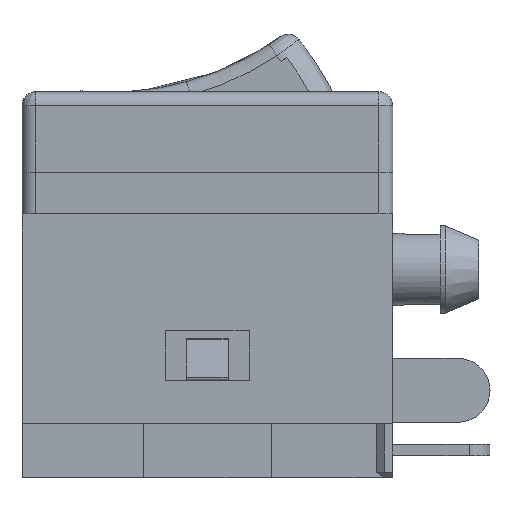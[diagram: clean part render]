
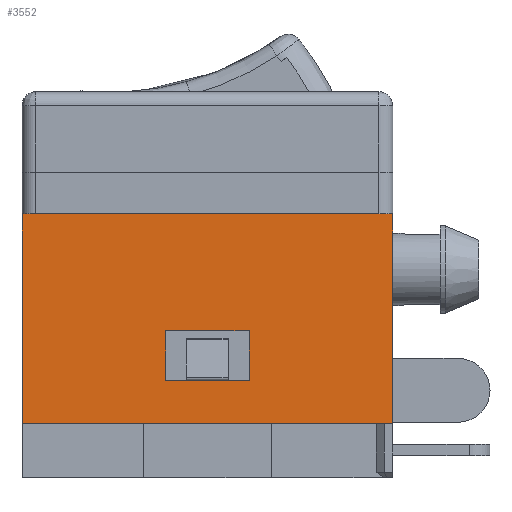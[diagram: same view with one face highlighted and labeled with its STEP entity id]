
A CAD part, left-side view. The second image highlights one B-rep face of the part: STEP entity #3552.
In plain terms, the highlighted planar face has unit normal (-1, 0, 0).
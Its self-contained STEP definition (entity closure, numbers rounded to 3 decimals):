
#1985 = EDGE_CURVE ( 'NONE', #4936, #4929, #11802, .T. ) ;
#1986 = EDGE_CURVE ( 'NONE', #4935, #4930, #11805, .T. ) ;
#2018 = EDGE_CURVE ( 'NONE', #4935, #4936, #11901, .T. ) ;
#2025 = EDGE_CURVE ( 'NONE', #4929, #4930, #11922, .T. ) ;
#2028 = EDGE_CURVE ( 'NONE', #4926, #4927, #11931, .T. ) ;
#2032 = EDGE_CURVE ( 'NONE', #4927, #4925, #11943, .T. ) ;
#2033 = EDGE_CURVE ( 'NONE', #4925, #4923, #11946, .T. ) ;
#2035 = EDGE_CURVE ( 'NONE', #4923, #4926, #11952, .T. ) ;
#2411 = ORIENTED_EDGE ( 'NONE', *, *, #2032, .T. ) ;
#2413 = ORIENTED_EDGE ( 'NONE', *, *, #2033, .T. ) ;
#2414 = ORIENTED_EDGE ( 'NONE', *, *, #2035, .T. ) ;
#2415 = ORIENTED_EDGE ( 'NONE', *, *, #2028, .T. ) ;
#2416 = ORIENTED_EDGE ( 'NONE', *, *, #1986, .F. ) ;
#2417 = ORIENTED_EDGE ( 'NONE', *, *, #1985, .T. ) ;
#3552 = ADVANCED_FACE ( 'NONE', ( #12526, #12529 ), #13988, .T. ) ;
#4128 = ORIENTED_EDGE ( 'NONE', *, *, #2025, .T. ) ;
#4130 = ORIENTED_EDGE ( 'NONE', *, *, #2018, .T. ) ;
#4923 = VERTEX_POINT ( 'NONE', #16976 ) ;
#4925 = VERTEX_POINT ( 'NONE', #16978 ) ;
#4926 = VERTEX_POINT ( 'NONE', #16979 ) ;
#4927 = VERTEX_POINT ( 'NONE', #16980 ) ;
#4929 = VERTEX_POINT ( 'NONE', #16982 ) ;
#4930 = VERTEX_POINT ( 'NONE', #16983 ) ;
#4935 = VERTEX_POINT ( 'NONE', #16988 ) ;
#4936 = VERTEX_POINT ( 'NONE', #16989 ) ;
#5812 = EDGE_LOOP ( 'NONE', ( #2413, #2414, #2415, #2411 ) ) ;
#5814 = EDGE_LOOP ( 'NONE', ( #2417, #4128, #2416, #4130 ) ) ;
#11802 = LINE ( 'NONE', #11803, #12098 ) ;
#11803 = CARTESIAN_POINT ( 'NONE',  ( -10., -6.675, -7.2 ) ) ;
#11804 = DIRECTION ( 'NONE',  ( 0., 0., 1. ) ) ;
#11805 = LINE ( 'NONE', #11806, #12100 ) ;
#11806 = CARTESIAN_POINT ( 'NONE',  ( -10., 6.675, -7.2 ) ) ;
#11807 = DIRECTION ( 'NONE',  ( 0., 0., 1. ) ) ;
#11901 = LINE ( 'NONE', #11902, #12131 ) ;
#11902 = CARTESIAN_POINT ( 'NONE',  ( -10., 0., -11.95 ) ) ;
#11903 = DIRECTION ( 'NONE',  ( 0., -1., 0. ) ) ;
#11922 = LINE ( 'NONE', #11923, #12139 ) ;
#11923 = CARTESIAN_POINT ( 'NONE',  ( -10., 0., -4.4 ) ) ;
#11924 = DIRECTION ( 'NONE',  ( 0., 1., 0. ) ) ;
#11931 = LINE ( 'NONE', #11932, #12142 ) ;
#11932 = CARTESIAN_POINT ( 'NONE',  ( -10., -1.5, -8.175 ) ) ;
#11933 = DIRECTION ( 'NONE',  ( 0., 0., -1. ) ) ;
#11943 = LINE ( 'NONE', #11944, #12146 ) ;
#11944 = CARTESIAN_POINT ( 'NONE',  ( -10., 0., -10.4 ) ) ;
#11945 = DIRECTION ( 'NONE',  ( 0., 1., 0. ) ) ;
#11946 = LINE ( 'NONE', #11947, #12147 ) ;
#11947 = CARTESIAN_POINT ( 'NONE',  ( -10., 1.5, -8.175 ) ) ;
#11948 = DIRECTION ( 'NONE',  ( 0., 0., 1. ) ) ;
#11952 = LINE ( 'NONE', #11953, #12150 ) ;
#11953 = CARTESIAN_POINT ( 'NONE',  ( -10., 0., -8.6 ) ) ;
#11954 = DIRECTION ( 'NONE',  ( 0., -1., 0. ) ) ;
#12098 = VECTOR ( 'NONE', #11804, 1000. ) ;
#12100 = VECTOR ( 'NONE', #11807, 1000. ) ;
#12131 = VECTOR ( 'NONE', #11903, 1000. ) ;
#12139 = VECTOR ( 'NONE', #11924, 1000. ) ;
#12142 = VECTOR ( 'NONE', #11933, 1000. ) ;
#12146 = VECTOR ( 'NONE', #11945, 1000. ) ;
#12147 = VECTOR ( 'NONE', #11948, 1000. ) ;
#12150 = VECTOR ( 'NONE', #11954, 1000. ) ;
#12526 = FACE_BOUND ( 'NONE', #5812, .T. ) ;
#12529 = FACE_OUTER_BOUND ( 'NONE', #5814, .T. ) ;
#12532 = AXIS2_PLACEMENT_3D ( 'NONE', #13989, #13990, #13991 ) ;
#13988 = PLANE ( 'NONE',  #12532 ) ;
#13989 = CARTESIAN_POINT ( 'NONE',  ( -10., 6.675, -11.95 ) ) ;
#13990 = DIRECTION ( 'NONE',  ( -1., 0., 0. ) ) ;
#13991 = DIRECTION ( 'NONE',  ( 0., -1., 0. ) ) ;
#16976 = CARTESIAN_POINT ( 'NONE',  ( -10., 1.5, -8.6 ) ) ;
#16978 = CARTESIAN_POINT ( 'NONE',  ( -10., 1.5, -10.4 ) ) ;
#16979 = CARTESIAN_POINT ( 'NONE',  ( -10., -1.5, -8.6 ) ) ;
#16980 = CARTESIAN_POINT ( 'NONE',  ( -10., -1.5, -10.4 ) ) ;
#16982 = CARTESIAN_POINT ( 'NONE',  ( -10., -6.675, -4.4 ) ) ;
#16983 = CARTESIAN_POINT ( 'NONE',  ( -10., 6.675, -4.4 ) ) ;
#16988 = CARTESIAN_POINT ( 'NONE',  ( -10., 6.675, -11.95 ) ) ;
#16989 = CARTESIAN_POINT ( 'NONE',  ( -10., -6.675, -11.95 ) ) ;
